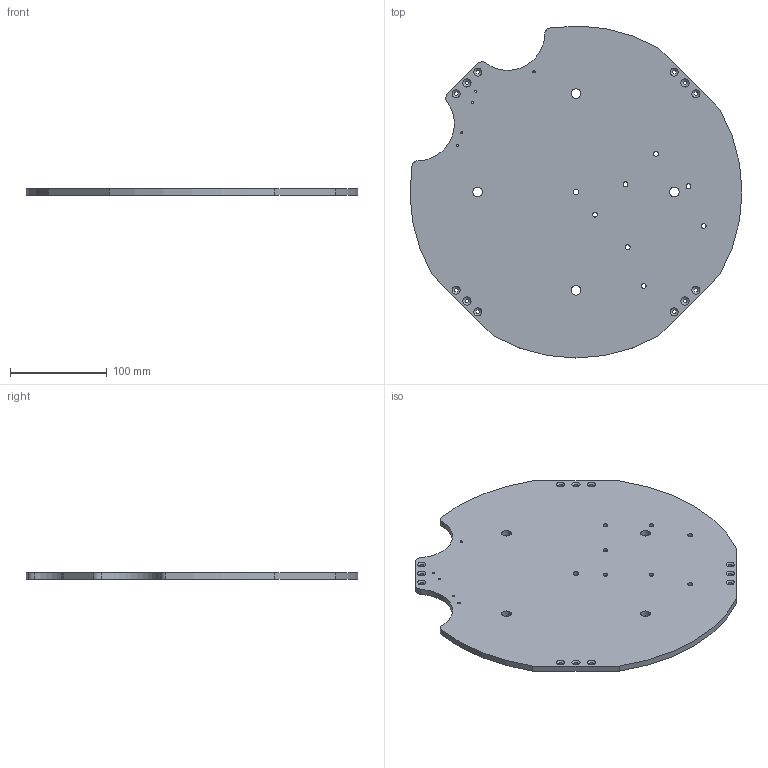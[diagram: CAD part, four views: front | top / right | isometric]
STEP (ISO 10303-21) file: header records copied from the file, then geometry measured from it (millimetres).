
FILE_DESCRIPTION(/* description */ ('DECK, EXPERIMENT'),/* implementation_level */ '2;1');
FILE_NAME(/* name */ 'RSX Deck.stp',/* time_stamp */ '2017-05-26T13:17:42-05:00',/* author */ ('qupec'),/* organization */ (''),/* preprocessor_version */ 'ST-DEVELOPER v16.5',/* originating_system */ 'Autodesk Inventor 2017',/* authorisation */ '');
FILE_SCHEMA (('AUTOMOTIVE_DESIGN { 1 0 10303 214 3 1 1 }'));
Length unit declared in the file: inch
Products named in the file (1): RSX_deck_model
Bounding box: 342.89 x 342.89 x 6.35 mm (x, y, z)
Volume: 551306 mm3; surface area: 183977.3 mm2
Topology: 1 solids, 1 shells, 71 faces, 181 edges, 119 vertices
Faces by surface type: cylinder 46, plane 13, cone 12
Full cylindrical faces by diameter (mm): 2.261 x5, 4.305 x12, 5.105 x7, 6.045 x1, 7.925 x7, 9.804 x4
Entity records: 2049 total; most frequent: DIRECTION 374, CARTESIAN_POINT 310, ORIENTED_EDGE 252, EDGE_LOOP 184, AXIS2_PLACEMENT_3D 176, EDGE_CURVE 126, FACE_BOUND 113, VERTEX_POINT 112
